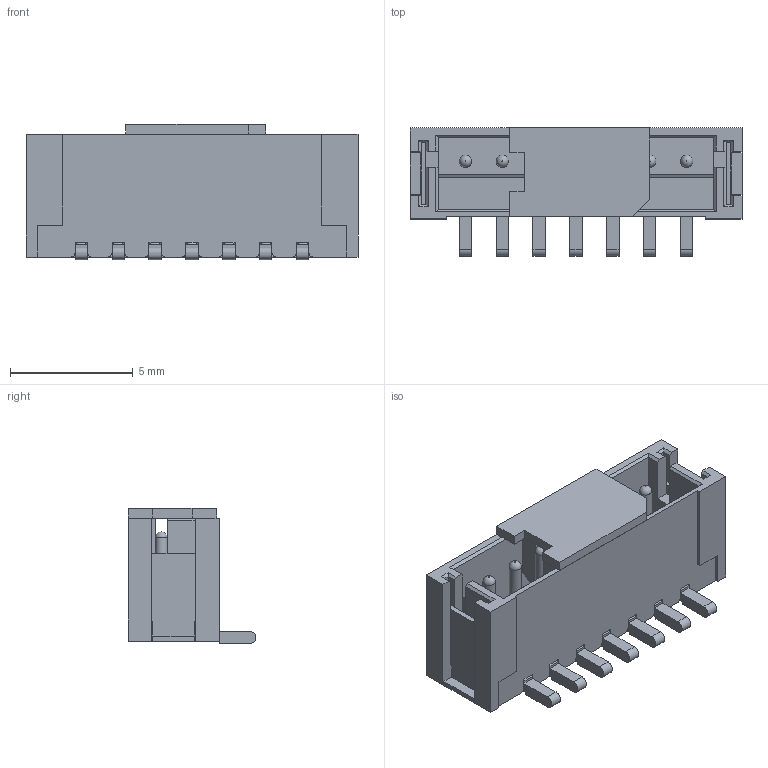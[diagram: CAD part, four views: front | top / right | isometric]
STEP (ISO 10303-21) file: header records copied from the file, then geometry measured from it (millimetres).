
FILE_DESCRIPTION(/* description */ ('Unknown'),/* implementation_level */ '2;1');
FILE_NAME(/* name */ '679307124022',/* time_stamp */ '2018-10-30T17:16:58+01:00',/* author */ ('Unknown'),/* organization */ ('Unknown'),/* preprocessor_version */ 'ST-DEVELOPER v16.7',/* originating_system */ 'DEX',/* authorisation */ $);
FILE_SCHEMA (('AUTOMOTIVE_DESIGN {1 0 10303 214 3 1 1}'));
Length unit declared in the file: millimetre
Products named in the file (5): 6793xx124022; 679307124022; 6793xx124022_PIN; 6793xx124022_CAP; 6793xx124022_PATTE
Assembly tree (11 placements, depth 2):
  6793xx124022
    679307124022
    6793xx124022_PIN  x7
    6793xx124022_CAP
    6793xx124022_PATTE  x2
Bounding box: 13.5 x 5.2 x 5.5 mm (x, y, z)
Volume: 131.5 mm3; surface area: 662.9 mm2
Topology: 11 solids, 11 shells, 351 faces, 943 edges, 586 vertices
Faces by surface type: plane 259, cylinder 43, bspline 28, torus 21
Full cylindrical faces by diameter (mm): 0.5 x14
Entity records: 6192 total; most frequent: CARTESIAN_POINT 1133, ORIENTED_EDGE 1032, DIRECTION 972, EDGE_CURVE 516, LINE 450, VECTOR 450, VERTEX_POINT 342, AXIS2_PLACEMENT_3D 261
